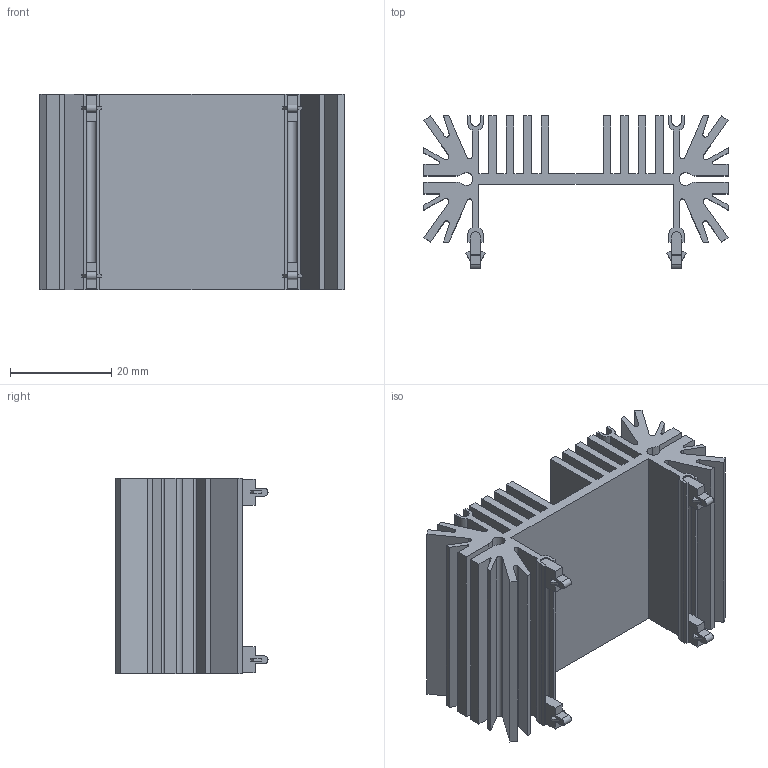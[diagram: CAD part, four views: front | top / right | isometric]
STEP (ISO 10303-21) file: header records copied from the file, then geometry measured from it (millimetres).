
FILE_DESCRIPTION((''),'2;1');
FILE_NAME('VM1','2020-09-28T',('SYSTEM'),(''),'PRO/ENGINEER BY PARAMETRIC TECHNOLOGY CORPORATION, 2016360','PRO/ENGINEER BY PARAMETRIC TECHNOLOGY CORPORATION, 2016360','');
FILE_SCHEMA(('AUTOMOTIVE_DESIGN { 1 0 10303 214 1 1 1 1 }'));
Length unit declared in the file: inch
Products named in the file (1): VM1
Bounding box: 59.94 x 29.97 x 38.61 mm (x, y, z)
Volume: 20464.6 mm3; surface area: 24358.4 mm2
Topology: 1 solids, 1 shells, 230 faces, 644 edges, 424 vertices
Faces by surface type: plane 188, cylinder 42
Entity records: 10201 total; most frequent: CARTESIAN_POINT 1300, ORIENTED_EDGE 1288, DIRECTION 1188, PRESENTATION_STYLE_ASSIGNMENT 710, STYLED_ITEM 645, CURVE_STYLE 644, EDGE_CURVE 644, VECTOR 560
